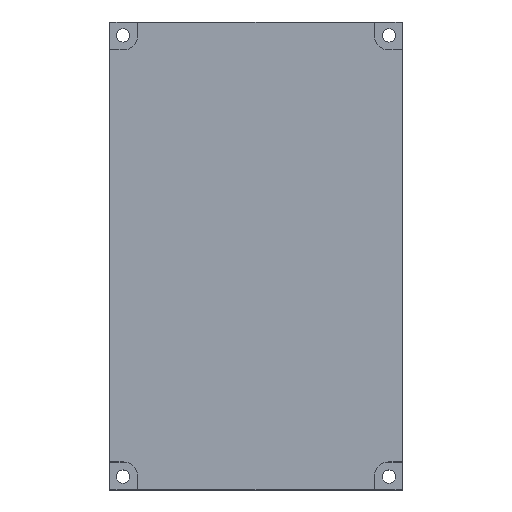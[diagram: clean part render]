
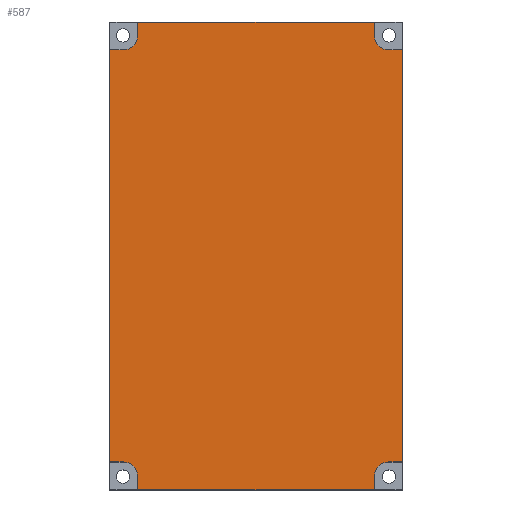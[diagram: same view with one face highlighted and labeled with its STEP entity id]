
A CAD part, top view. The second image highlights one B-rep face of the part: STEP entity #587.
In plain terms, the highlighted planar face has unit normal (0, 0, 1).
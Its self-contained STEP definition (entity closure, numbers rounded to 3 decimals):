
#36=CIRCLE('',#636,3.5);
#37=CIRCLE('',#637,3.5);
#38=CIRCLE('',#638,3.5);
#39=CIRCLE('',#639,3.5);
#52=ORIENTED_EDGE('',*,*,#212,.F.);
#53=ORIENTED_EDGE('',*,*,#213,.F.);
#54=ORIENTED_EDGE('',*,*,#214,.F.);
#55=ORIENTED_EDGE('',*,*,#215,.F.);
#56=ORIENTED_EDGE('',*,*,#216,.T.);
#57=ORIENTED_EDGE('',*,*,#217,.T.);
#58=ORIENTED_EDGE('',*,*,#218,.T.);
#59=ORIENTED_EDGE('',*,*,#219,.F.);
#60=ORIENTED_EDGE('',*,*,#220,.F.);
#61=ORIENTED_EDGE('',*,*,#221,.F.);
#62=ORIENTED_EDGE('',*,*,#222,.F.);
#63=ORIENTED_EDGE('',*,*,#223,.F.);
#64=ORIENTED_EDGE('',*,*,#224,.T.);
#65=ORIENTED_EDGE('',*,*,#225,.T.);
#66=ORIENTED_EDGE('',*,*,#226,.T.);
#67=ORIENTED_EDGE('',*,*,#227,.F.);
#212=EDGE_CURVE('',#292,#293,#348,.T.);
#213=EDGE_CURVE('',#294,#292,#36,.T.);
#214=EDGE_CURVE('',#295,#294,#349,.T.);
#215=EDGE_CURVE('',#296,#295,#350,.T.);
#216=EDGE_CURVE('',#296,#297,#351,.T.);
#217=EDGE_CURVE('',#297,#298,#37,.F.);
#218=EDGE_CURVE('',#298,#299,#352,.T.);
#219=EDGE_CURVE('',#300,#299,#353,.T.);
#220=EDGE_CURVE('',#301,#300,#354,.T.);
#221=EDGE_CURVE('',#302,#301,#38,.T.);
#222=EDGE_CURVE('',#303,#302,#355,.T.);
#223=EDGE_CURVE('',#304,#303,#356,.T.);
#224=EDGE_CURVE('',#304,#305,#357,.T.);
#225=EDGE_CURVE('',#305,#306,#39,.F.);
#226=EDGE_CURVE('',#306,#307,#358,.T.);
#227=EDGE_CURVE('',#293,#307,#359,.T.);
#292=VERTEX_POINT('',#851);
#293=VERTEX_POINT('',#852);
#294=VERTEX_POINT('',#854);
#295=VERTEX_POINT('',#856);
#296=VERTEX_POINT('',#858);
#297=VERTEX_POINT('',#860);
#298=VERTEX_POINT('',#862);
#299=VERTEX_POINT('',#864);
#300=VERTEX_POINT('',#866);
#301=VERTEX_POINT('',#868);
#302=VERTEX_POINT('',#870);
#303=VERTEX_POINT('',#872);
#304=VERTEX_POINT('',#874);
#305=VERTEX_POINT('',#876);
#306=VERTEX_POINT('',#878);
#307=VERTEX_POINT('',#880);
#348=LINE('',#850,#412);
#349=LINE('',#855,#413);
#350=LINE('',#857,#414);
#351=LINE('',#859,#415);
#352=LINE('',#863,#416);
#353=LINE('',#865,#417);
#354=LINE('',#867,#418);
#355=LINE('',#871,#419);
#356=LINE('',#873,#420);
#357=LINE('',#875,#421);
#358=LINE('',#879,#422);
#359=LINE('',#881,#423);
#412=VECTOR('',#688,1000.);
#413=VECTOR('',#691,1000.);
#414=VECTOR('',#692,1000.);
#415=VECTOR('',#693,1000.);
#416=VECTOR('',#696,1000.);
#417=VECTOR('',#697,1000.);
#418=VECTOR('',#698,1000.);
#419=VECTOR('',#701,1000.);
#420=VECTOR('',#702,1000.);
#421=VECTOR('',#703,1000.);
#422=VECTOR('',#706,1000.);
#423=VECTOR('',#707,1000.);
#476=EDGE_LOOP('',(#52,#53,#54,#55,#56,#57,#58,#59,#60,#61,#62,#63,#64,
#65,#66,#67));
#520=FACE_BOUND('',#476,.T.);
#564=PLANE('',#635);
#587=ADVANCED_FACE('',(#520),#564,.F.);
#635=AXIS2_PLACEMENT_3D('',#849,#686,#687);
#636=AXIS2_PLACEMENT_3D('',#853,#689,#690);
#637=AXIS2_PLACEMENT_3D('',#861,#694,#695);
#638=AXIS2_PLACEMENT_3D('',#869,#699,#700);
#639=AXIS2_PLACEMENT_3D('',#877,#704,#705);
#686=DIRECTION('',(0.,0.,-1.));
#687=DIRECTION('',(-1.,0.,0.));
#688=DIRECTION('',(0.,1.,0.));
#689=DIRECTION('',(0.,0.,1.));
#690=DIRECTION('',(1.,0.,0.));
#691=DIRECTION('',(1.,0.,0.));
#692=DIRECTION('',(0.,1.,0.));
#693=DIRECTION('',(1.,0.,0.));
#694=DIRECTION('',(0.,0.,1.));
#695=DIRECTION('',(1.,0.,0.));
#696=DIRECTION('',(0.,-1.,0.));
#697=DIRECTION('',(-1.,0.,0.));
#698=DIRECTION('',(0.,-1.,0.));
#699=DIRECTION('',(0.,0.,1.));
#700=DIRECTION('',(1.,0.,0.));
#701=DIRECTION('',(-1.,0.,0.));
#702=DIRECTION('',(0.,-1.,0.));
#703=DIRECTION('',(-1.,0.,0.));
#704=DIRECTION('',(0.,0.,1.));
#705=DIRECTION('',(1.,0.,0.));
#706=DIRECTION('',(0.,1.,0.));
#707=DIRECTION('',(1.,0.,0.));
#849=CARTESIAN_POINT('',(0.,0.,6.35));
#850=CARTESIAN_POINT('',(-28.25,55.88,6.35));
#851=CARTESIAN_POINT('',(-28.25,52.705,6.35));
#852=CARTESIAN_POINT('',(-28.25,55.88,6.35));
#853=CARTESIAN_POINT('',(-31.75,52.705,6.35));
#854=CARTESIAN_POINT('',(-31.75,49.205,6.35));
#855=CARTESIAN_POINT('',(-31.75,49.205,6.35));
#856=CARTESIAN_POINT('',(-34.925,49.205,6.35));
#857=CARTESIAN_POINT('',(-34.925,-55.88,6.35));
#858=CARTESIAN_POINT('',(-34.925,-49.205,6.35));
#859=CARTESIAN_POINT('',(-31.75,-49.205,6.35));
#860=CARTESIAN_POINT('',(-31.75,-49.205,6.35));
#861=CARTESIAN_POINT('',(-31.75,-52.705,6.35));
#862=CARTESIAN_POINT('',(-28.25,-52.705,6.35));
#863=CARTESIAN_POINT('',(-28.25,-55.88,6.35));
#864=CARTESIAN_POINT('',(-28.25,-55.88,6.35));
#865=CARTESIAN_POINT('',(34.925,-55.88,6.35));
#866=CARTESIAN_POINT('',(28.25,-55.88,6.35));
#867=CARTESIAN_POINT('',(28.25,-55.88,6.35));
#868=CARTESIAN_POINT('',(28.25,-52.705,6.35));
#869=CARTESIAN_POINT('',(31.75,-52.705,6.35));
#870=CARTESIAN_POINT('',(31.75,-49.205,6.35));
#871=CARTESIAN_POINT('',(31.75,-49.205,6.35));
#872=CARTESIAN_POINT('',(34.925,-49.205,6.35));
#873=CARTESIAN_POINT('',(34.925,55.88,6.35));
#874=CARTESIAN_POINT('',(34.925,49.205,6.35));
#875=CARTESIAN_POINT('',(31.75,49.205,6.35));
#876=CARTESIAN_POINT('',(31.75,49.205,6.35));
#877=CARTESIAN_POINT('',(31.75,52.705,6.35));
#878=CARTESIAN_POINT('',(28.25,52.705,6.35));
#879=CARTESIAN_POINT('',(28.25,55.88,6.35));
#880=CARTESIAN_POINT('',(28.25,55.88,6.35));
#881=CARTESIAN_POINT('',(-34.925,55.88,6.35));
